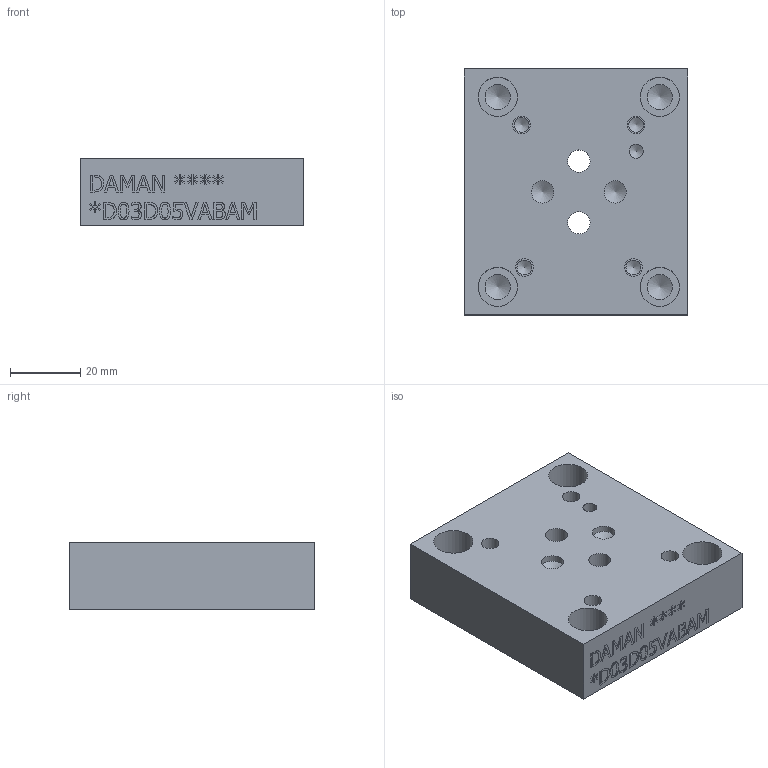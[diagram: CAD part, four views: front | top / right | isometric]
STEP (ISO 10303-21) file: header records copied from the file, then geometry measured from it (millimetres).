
FILE_DESCRIPTION(/* description */ (''),/* implementation_level */ '2;1');
FILE_NAME(/* name */ '_D03D05VABAM.stp',/* time_stamp */ '2021-12-29T14:22:57-05:00',/* author */ ('jrf'),/* organization */ (''),/* preprocessor_version */ 'ST-DEVELOPER v18.1',/* originating_system */ 'Autodesk Inventor 2022',/* authorisation */ '');
FILE_SCHEMA (('AUTOMOTIVE_DESIGN { 1 0 10303 214 3 1 1 }'));
Length unit declared in the file: millimetre
Products named in the file (1): Part_AD03D05VABAM.B02296R2_3D
Bounding box: 63.5 x 69.85 x 19.05 mm (x, y, z)
Volume: 75796 mm3; surface area: 17795.5 mm2
Topology: 1 solids, 1 shells, 416 faces, 1089 edges, 720 vertices
Faces by surface type: plane 271, bspline 94, cylinder 33, cone 18
Full cylindrical faces by diameter (mm): 3.962 x1, 4.216 x4, 5.004 x4, 6.35 x6, 7.137 x8, 11.125 x5, 15.875 x5
Entity records: 13418 total; most frequent: CARTESIAN_POINT 3430, ORIENTED_EDGE 2142, DIRECTION 1595, EDGE_CURVE 1071, LINE 817, VECTOR 817, VERTEX_POINT 720, EDGE_LOOP 483
